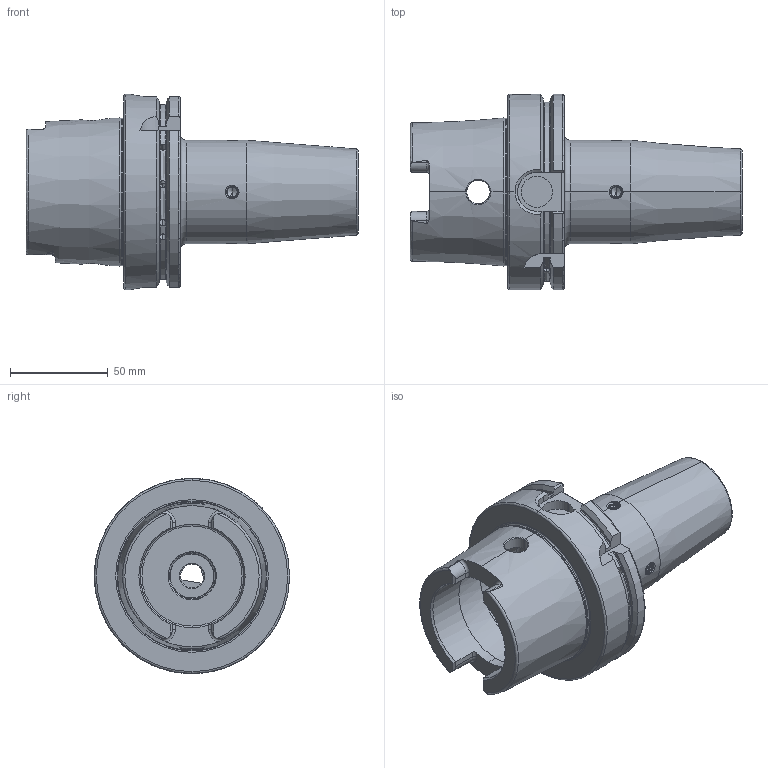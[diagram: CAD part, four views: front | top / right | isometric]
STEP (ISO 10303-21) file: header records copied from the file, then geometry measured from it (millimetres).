
FILE_DESCRIPTION (( 'STEP AP203' ), '1' );
FILE_NAME ('A100.70.25.STEP', '2016-08-31T10:45:41', ( '' ), ( '' ), 'SwSTEP 2.0', 'SolidWorks 2012', '' );
FILE_SCHEMA (( 'CONFIG_CONTROL_DESIGN' ));
Length unit declared in the file: millimetre
Products named in the file (1): A100.70.25
Bounding box: 170 x 100 x 100 mm (x, y, z)
Volume: 397579.6 mm3; surface area: 72049.3 mm2
Topology: 1 solids, 1 shells, 307 faces, 848 edges, 533 vertices
Faces by surface type: cylinder 146, cone 54, plane 52, torus 35, bspline 20
Entity records: 25655 total; most frequent: CARTESIAN_POINT 18645, ORIENTED_EDGE 1660, DIRECTION 1249, EDGE_CURVE 830, VERTEX_POINT 533, AXIS2_PLACEMENT_3D 488, EDGE_LOOP 321, FACE_OUTER_BOUND 307
